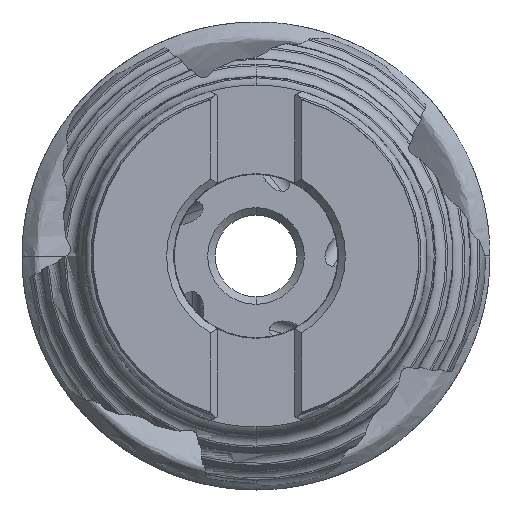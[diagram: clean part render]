
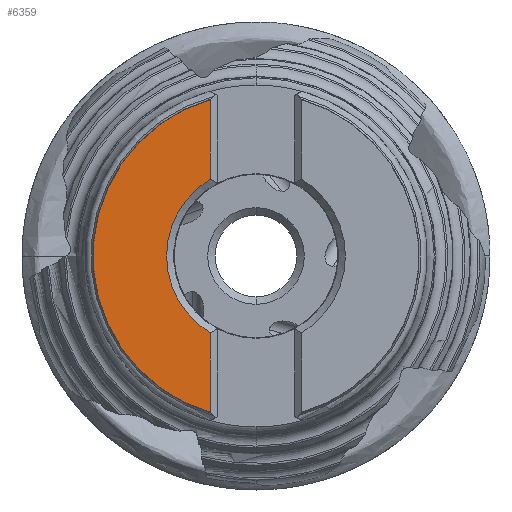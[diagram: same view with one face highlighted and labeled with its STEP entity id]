
A CAD part, left-side view. The second image highlights one B-rep face of the part: STEP entity #6359.
In plain terms, the highlighted planar face has unit normal (-1, 0, 0).
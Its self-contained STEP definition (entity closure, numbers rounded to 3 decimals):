
#98 = CARTESIAN_POINT ( 'NONE',  ( -39.2, 6.15, -10.333 ) ) ;
#653 = CARTESIAN_POINT ( 'NONE',  ( -39.2, 6.15, 21.039 ) ) ;
#1304 = AXIS2_PLACEMENT_3D ( 'NONE', #8368, #5903, #8710 ) ;
#1460 = EDGE_CURVE ( 'NONE', #11006, #16174, #14514, .T. ) ;
#1720 = DIRECTION ( 'NONE',  ( 0., 0., -1. ) ) ;
#1745 = LINE ( 'NONE', #13427, #15717 ) ;
#2281 = DIRECTION ( 'NONE',  ( -1., 0., 0. ) ) ;
#2492 = CARTESIAN_POINT ( 'NONE',  ( -39.2, 6.15, 10.333 ) ) ;
#3307 = DIRECTION ( 'NONE',  ( 0., 0., -1. ) ) ;
#3702 = CIRCLE ( 'NONE', #13050, 21.92 ) ;
#4042 = CARTESIAN_POINT ( 'NONE',  ( -39.2, 0., 0. ) ) ;
#4586 = ORIENTED_EDGE ( 'NONE', *, *, #5936, .F. ) ;
#5213 = DIRECTION ( 'NONE',  ( 0., 0., -1. ) ) ;
#5783 = VECTOR ( 'NONE', #3307, 1000. ) ;
#5903 = DIRECTION ( 'NONE',  ( -1., 0., 0. ) ) ;
#5936 = EDGE_CURVE ( 'NONE', #17736, #13901, #1745, .T. ) ;
#6359 = ADVANCED_FACE ( 'NONE', ( #6743 ), #12399, .F. ) ;
#6743 = FACE_OUTER_BOUND ( 'NONE', #10709, .T. ) ;
#7216 = CARTESIAN_POINT ( 'NONE',  ( -39.2, 6.15, -21.039 ) ) ;
#7275 = DIRECTION ( 'NONE',  ( 1., 0., 0. ) ) ;
#7589 = CARTESIAN_POINT ( 'NONE',  ( -39.2, 6.15, -25. ) ) ;
#8368 = CARTESIAN_POINT ( 'NONE',  ( -39.2, 0., 0. ) ) ;
#8710 = DIRECTION ( 'NONE',  ( 0., 0., -1. ) ) ;
#9195 = CIRCLE ( 'NONE', #1304, 12.025 ) ;
#9936 = EDGE_CURVE ( 'NONE', #16174, #17736, #9195, .T. ) ;
#10709 = EDGE_LOOP ( 'NONE', ( #11893, #4586, #17576, #18013 ) ) ;
#10866 = DIRECTION ( 'NONE',  ( 0., 0., -1. ) ) ;
#11006 = VERTEX_POINT ( 'NONE', #653 ) ;
#11879 = EDGE_CURVE ( 'NONE', #11006, #13901, #3702, .T. ) ;
#11893 = ORIENTED_EDGE ( 'NONE', *, *, #11879, .T. ) ;
#12221 = CARTESIAN_POINT ( 'NONE',  ( -39.2, 0., 0. ) ) ;
#12399 = PLANE ( 'NONE',  #13623 ) ;
#13050 = AXIS2_PLACEMENT_3D ( 'NONE', #12221, #2281, #5213 ) ;
#13427 = CARTESIAN_POINT ( 'NONE',  ( -39.2, 6.15, -25. ) ) ;
#13623 = AXIS2_PLACEMENT_3D ( 'NONE', #4042, #7275, #1720 ) ;
#13901 = VERTEX_POINT ( 'NONE', #7216 ) ;
#14514 = LINE ( 'NONE', #7589, #5783 ) ;
#15717 = VECTOR ( 'NONE', #10866, 1000. ) ;
#16174 = VERTEX_POINT ( 'NONE', #2492 ) ;
#17576 = ORIENTED_EDGE ( 'NONE', *, *, #9936, .F. ) ;
#17736 = VERTEX_POINT ( 'NONE', #98 ) ;
#18013 = ORIENTED_EDGE ( 'NONE', *, *, #1460, .F. ) ;
